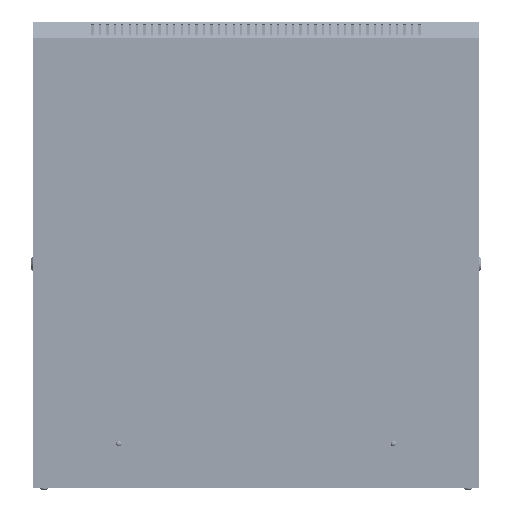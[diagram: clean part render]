
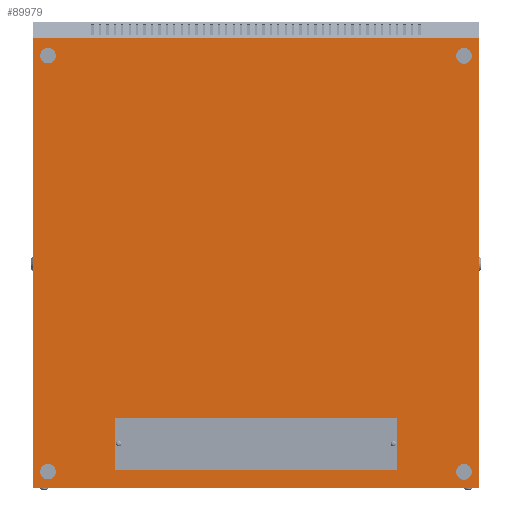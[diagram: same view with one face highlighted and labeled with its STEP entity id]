
A CAD part, front view. The second image highlights one B-rep face of the part: STEP entity #89979.
In plain terms, the highlighted planar face has unit normal (0, -1, 0).
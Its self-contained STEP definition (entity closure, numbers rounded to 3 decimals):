
#8293 = ORIENTED_EDGE ( 'NONE', *, *, #33877, .T. ) ;
#14655 = VERTEX_POINT ( 'NONE', #98000 ) ;
#15998 = AXIS2_PLACEMENT_3D ( 'NONE', #91339, #38098, #214337 ) ;
#17232 = EDGE_CURVE ( 'NONE', #89528, #127849, #180839, .T. ) ;
#19784 = CARTESIAN_POINT ( 'NONE',  ( -190., 0., 25. ) ) ;
#21287 = EDGE_CURVE ( 'NONE', #169614, #219043, #184748, .T. ) ;
#21834 = DIRECTION ( 'NONE',  ( 0., 1., 0. ) ) ;
#22233 = EDGE_LOOP ( 'NONE', ( #76680, #107391 ) ) ;
#23094 = FACE_BOUND ( 'NONE', #80288, .T. ) ;
#23743 = DIRECTION ( 'NONE',  ( 0., 1., 0. ) ) ;
#24140 = CIRCLE ( 'NONE', #156324, 3.25 ) ;
#26610 = VECTOR ( 'NONE', #139866, 1000. ) ;
#26807 = CARTESIAN_POINT ( 'NONE',  ( 280., 0., 18.65 ) ) ;
#26956 = VERTEX_POINT ( 'NONE', #47497 ) ;
#27789 = ORIENTED_EDGE ( 'NONE', *, *, #65709, .F. ) ;
#28653 = FACE_BOUND ( 'NONE', #196212, .T. ) ;
#30498 = VECTOR ( 'NONE', #128152, 1000. ) ;
#32198 = EDGE_CURVE ( 'NONE', #161834, #148150, #188944, .T. ) ;
#33877 = EDGE_CURVE ( 'NONE', #26956, #71099, #188071, .T. ) ;
#34230 = AXIS2_PLACEMENT_3D ( 'NONE', #63108, #186219, #80830 ) ;
#35047 = DIRECTION ( 'NONE',  ( 0., 1., 0. ) ) ;
#35107 = CARTESIAN_POINT ( 'NONE',  ( -280., 0., 581.9 ) ) ;
#35613 = DIRECTION ( 'NONE',  ( 0., 0., 1. ) ) ;
#36227 = ORIENTED_EDGE ( 'NONE', *, *, #164949, .T. ) ;
#36429 = VECTOR ( 'NONE', #35613, 1000. ) ;
#36451 = DIRECTION ( 'NONE',  ( -1., 0., 0. ) ) ;
#37118 = LINE ( 'NONE', #143028, #125312 ) ;
#38098 = DIRECTION ( 'NONE',  ( 0., 1., 0. ) ) ;
#39921 = LINE ( 'NONE', #124239, #169412 ) ;
#40951 = EDGE_CURVE ( 'NONE', #64917, #224865, #129719, .T. ) ;
#42170 = CARTESIAN_POINT ( 'NONE',  ( -280., 0., 25.15 ) ) ;
#46127 = DIRECTION ( 'NONE',  ( 0., 0., 1. ) ) ;
#46164 = DIRECTION ( 'NONE',  ( 0., 1., 0. ) ) ;
#46442 = CARTESIAN_POINT ( 'NONE',  ( 280., 0., 581.9 ) ) ;
#47497 = CARTESIAN_POINT ( 'NONE',  ( 280., 0., 25.15 ) ) ;
#47776 = AXIS2_PLACEMENT_3D ( 'NONE', #166215, #165754, #165468 ) ;
#49467 = EDGE_CURVE ( 'NONE', #183935, #64917, #211607, .T. ) ;
#52683 = EDGE_LOOP ( 'NONE', ( #145762, #190412, #200727, #36227 ) ) ;
#52826 = EDGE_CURVE ( 'NONE', #84559, #137514, #120397, .T. ) ;
#53354 = CARTESIAN_POINT ( 'NONE',  ( 300., 0., 606.5 ) ) ;
#55880 = EDGE_CURVE ( 'NONE', #14655, #84559, #187586, .T. ) ;
#55989 = AXIS2_PLACEMENT_3D ( 'NONE', #102775, #102598, #102567 ) ;
#57401 = CARTESIAN_POINT ( 'NONE',  ( 300., 0., 0. ) ) ;
#61939 = EDGE_CURVE ( 'NONE', #228441, #14655, #83366, .T. ) ;
#62769 = CARTESIAN_POINT ( 'NONE',  ( -280., 0., 18.65 ) ) ;
#63108 = CARTESIAN_POINT ( 'NONE',  ( 280., 0., 21.9 ) ) ;
#63152 = DIRECTION ( 'NONE',  ( 0., 0., -1. ) ) ;
#64796 = CARTESIAN_POINT ( 'NONE',  ( -300., 0., 606.5 ) ) ;
#64917 = VERTEX_POINT ( 'NONE', #173443 ) ;
#65709 = EDGE_CURVE ( 'NONE', #137514, #228441, #37118, .T. ) ;
#68977 = ORIENTED_EDGE ( 'NONE', *, *, #214420, .T. ) ;
#70148 = FACE_BOUND ( 'NONE', #171282, .T. ) ;
#70943 = EDGE_CURVE ( 'NONE', #127849, #89528, #223159, .T. ) ;
#71099 = VERTEX_POINT ( 'NONE', #26807 ) ;
#76680 = ORIENTED_EDGE ( 'NONE', *, *, #17232, .T. ) ;
#78290 = AXIS2_PLACEMENT_3D ( 'NONE', #129345, #23743, #147061 ) ;
#78810 = CIRCLE ( 'NONE', #34230, 3.25 ) ;
#80288 = EDGE_LOOP ( 'NONE', ( #135218, #170962 ) ) ;
#80830 = DIRECTION ( 'NONE',  ( 0., 0., 1. ) ) ;
#81633 = AXIS2_PLACEMENT_3D ( 'NONE', #35107, #35047, #106201 ) ;
#83366 = LINE ( 'NONE', #105794, #36429 ) ;
#84559 = VERTEX_POINT ( 'NONE', #207729 ) ;
#89528 = VERTEX_POINT ( 'NONE', #42170 ) ;
#89979 = ADVANCED_FACE ( 'NONE', ( #163715, #23094, #28653, #70148, #122424, #205006 ), #195919, .F. ) ;
#91339 = CARTESIAN_POINT ( 'NONE',  ( 300., 0., 606.5 ) ) ;
#91353 = DIRECTION ( 'NONE',  ( 0., 1., 0. ) ) ;
#98000 = CARTESIAN_POINT ( 'NONE',  ( 190., 0., 95. ) ) ;
#98609 = DIRECTION ( 'NONE',  ( 0., 0., -1. ) ) ;
#99785 = ORIENTED_EDGE ( 'NONE', *, *, #52826, .F. ) ;
#101350 = EDGE_CURVE ( 'NONE', #184325, #224865, #163388, .T. ) ;
#102567 = DIRECTION ( 'NONE',  ( 0., 0., 1. ) ) ;
#102598 = DIRECTION ( 'NONE',  ( 0., 1., 0. ) ) ;
#102775 = CARTESIAN_POINT ( 'NONE',  ( -280., 0., 21.9 ) ) ;
#103670 = EDGE_CURVE ( 'NONE', #148150, #161834, #24140, .T. ) ;
#105606 = CARTESIAN_POINT ( 'NONE',  ( -280., 0., 578.65 ) ) ;
#105794 = CARTESIAN_POINT ( 'NONE',  ( 190., 0., 95. ) ) ;
#106201 = DIRECTION ( 'NONE',  ( 0., 0., 1. ) ) ;
#106405 = AXIS2_PLACEMENT_3D ( 'NONE', #46442, #46164, #46127 ) ;
#107391 = ORIENTED_EDGE ( 'NONE', *, *, #70943, .T. ) ;
#112528 = VECTOR ( 'NONE', #98609, 1000. ) ;
#116572 = VECTOR ( 'NONE', #63152, 1000. ) ;
#120397 = LINE ( 'NONE', #122128, #26610 ) ;
#122128 = CARTESIAN_POINT ( 'NONE',  ( -190., 0., 95. ) ) ;
#122424 = FACE_OUTER_BOUND ( 'NONE', #52683, .T. ) ;
#124239 = CARTESIAN_POINT ( 'NONE',  ( 300., 0., 606.5 ) ) ;
#125312 = VECTOR ( 'NONE', #160764, 1000. ) ;
#127444 = CARTESIAN_POINT ( 'NONE',  ( -280., 0., 581.9 ) ) ;
#127849 = VERTEX_POINT ( 'NONE', #62769 ) ;
#128152 = DIRECTION ( 'NONE',  ( -1., 0., 0. ) ) ;
#128950 = AXIS2_PLACEMENT_3D ( 'NONE', #127444, #21834, #145144 ) ;
#129345 = CARTESIAN_POINT ( 'NONE',  ( -280., 0., 21.9 ) ) ;
#129719 = LINE ( 'NONE', #57401, #30498 ) ;
#135218 = ORIENTED_EDGE ( 'NONE', *, *, #21287, .T. ) ;
#137514 = VERTEX_POINT ( 'NONE', #19784 ) ;
#139866 = DIRECTION ( 'NONE',  ( 0., 0., -1. ) ) ;
#142074 = CARTESIAN_POINT ( 'NONE',  ( -300., 0., 0. ) ) ;
#142594 = ORIENTED_EDGE ( 'NONE', *, *, #61939, .F. ) ;
#143028 = CARTESIAN_POINT ( 'NONE',  ( -190., 0., 25. ) ) ;
#144090 = EDGE_LOOP ( 'NONE', ( #99785, #176749, #142594, #27789 ) ) ;
#145144 = DIRECTION ( 'NONE',  ( 0., 0., 1. ) ) ;
#145762 = ORIENTED_EDGE ( 'NONE', *, *, #101350, .T. ) ;
#147061 = DIRECTION ( 'NONE',  ( 0., 0., 1. ) ) ;
#147722 = EDGE_CURVE ( 'NONE', #219043, #169614, #207876, .T. ) ;
#148150 = VERTEX_POINT ( 'NONE', #157317 ) ;
#155979 = CARTESIAN_POINT ( 'NONE',  ( 190., 0., 25. ) ) ;
#156324 = AXIS2_PLACEMENT_3D ( 'NONE', #196695, #91353, #214354 ) ;
#157317 = CARTESIAN_POINT ( 'NONE',  ( 280., 0., 578.65 ) ) ;
#160764 = DIRECTION ( 'NONE',  ( 1., 0., 0. ) ) ;
#161834 = VERTEX_POINT ( 'NONE', #183795 ) ;
#163388 = LINE ( 'NONE', #220908, #116572 ) ;
#163715 = FACE_BOUND ( 'NONE', #22233, .T. ) ;
#164949 = EDGE_CURVE ( 'NONE', #183935, #184325, #39921, .T. ) ;
#165468 = DIRECTION ( 'NONE',  ( 0., 0., 1. ) ) ;
#165754 = DIRECTION ( 'NONE',  ( 0., 1., 0. ) ) ;
#166215 = CARTESIAN_POINT ( 'NONE',  ( 280., 0., 21.9 ) ) ;
#169412 = VECTOR ( 'NONE', #36451, 1000. ) ;
#169614 = VERTEX_POINT ( 'NONE', #200085 ) ;
#170962 = ORIENTED_EDGE ( 'NONE', *, *, #147722, .T. ) ;
#171282 = EDGE_LOOP ( 'NONE', ( #8293, #68977 ) ) ;
#173443 = CARTESIAN_POINT ( 'NONE',  ( 300., 0., 0. ) ) ;
#175855 = CARTESIAN_POINT ( 'NONE',  ( -190., 0., 95. ) ) ;
#176749 = ORIENTED_EDGE ( 'NONE', *, *, #55880, .F. ) ;
#180839 = CIRCLE ( 'NONE', #55989, 3.25 ) ;
#182034 = VECTOR ( 'NONE', #211170, 1000. ) ;
#183795 = CARTESIAN_POINT ( 'NONE',  ( 280., 0., 585.15 ) ) ;
#183935 = VERTEX_POINT ( 'NONE', #53354 ) ;
#184325 = VERTEX_POINT ( 'NONE', #64796 ) ;
#184748 = CIRCLE ( 'NONE', #81633, 3.25 ) ;
#186219 = DIRECTION ( 'NONE',  ( 0., 1., 0. ) ) ;
#187586 = LINE ( 'NONE', #175855, #182034 ) ;
#188071 = CIRCLE ( 'NONE', #47776, 3.25 ) ;
#188944 = CIRCLE ( 'NONE', #106405, 3.25 ) ;
#190412 = ORIENTED_EDGE ( 'NONE', *, *, #40951, .F. ) ;
#195460 = ORIENTED_EDGE ( 'NONE', *, *, #32198, .T. ) ;
#195919 = PLANE ( 'NONE',  #15998 ) ;
#196212 = EDGE_LOOP ( 'NONE', ( #195460, #203173 ) ) ;
#196695 = CARTESIAN_POINT ( 'NONE',  ( 280., 0., 581.9 ) ) ;
#200085 = CARTESIAN_POINT ( 'NONE',  ( -280., 0., 585.15 ) ) ;
#200727 = ORIENTED_EDGE ( 'NONE', *, *, #49467, .F. ) ;
#203173 = ORIENTED_EDGE ( 'NONE', *, *, #103670, .T. ) ;
#205006 = FACE_BOUND ( 'NONE', #144090, .T. ) ;
#207729 = CARTESIAN_POINT ( 'NONE',  ( -190., 0., 95. ) ) ;
#207876 = CIRCLE ( 'NONE', #128950, 3.25 ) ;
#211170 = DIRECTION ( 'NONE',  ( -1., 0., 0. ) ) ;
#211607 = LINE ( 'NONE', #221644, #112528 ) ;
#214337 = DIRECTION ( 'NONE',  ( 0., 0., 1. ) ) ;
#214354 = DIRECTION ( 'NONE',  ( 0., 0., 1. ) ) ;
#214420 = EDGE_CURVE ( 'NONE', #71099, #26956, #78810, .T. ) ;
#219043 = VERTEX_POINT ( 'NONE', #105606 ) ;
#220908 = CARTESIAN_POINT ( 'NONE',  ( -300., 0., 606.5 ) ) ;
#221644 = CARTESIAN_POINT ( 'NONE',  ( 300., 0., 606.5 ) ) ;
#223159 = CIRCLE ( 'NONE', #78290, 3.25 ) ;
#224865 = VERTEX_POINT ( 'NONE', #142074 ) ;
#228441 = VERTEX_POINT ( 'NONE', #155979 ) ;
